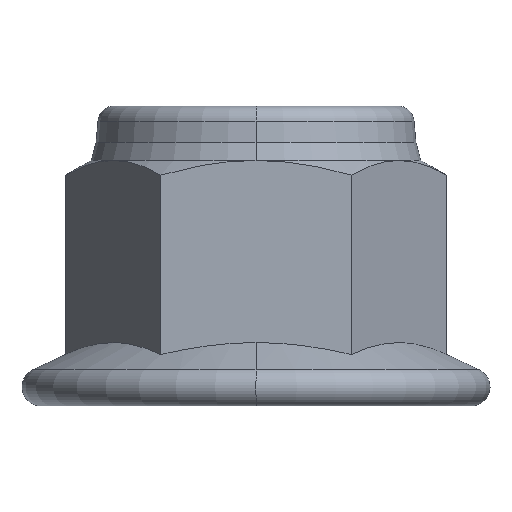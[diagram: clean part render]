
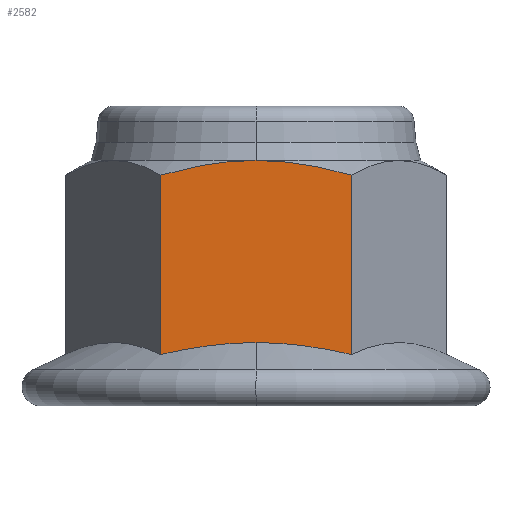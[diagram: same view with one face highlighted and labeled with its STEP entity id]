
A CAD part, left-side view. The second image highlights one B-rep face of the part: STEP entity #2582.
In plain terms, the highlighted planar face has unit normal (-1, 0, 0).
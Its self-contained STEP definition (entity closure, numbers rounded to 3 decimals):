
#23 = EDGE_LOOP ( 'NONE', ( #257, #1823, #2803, #681, #2314, #335 ) ) ;
#42 = B_SPLINE_CURVE_WITH_KNOTS ( 'NONE', 3,
 ( #1445, #1911, #2355, #2170, #1678, #2631 ),
 .UNSPECIFIED., .F., .F.,
 ( 4, 2, 4 ),
 ( 0.008, 0.009, 0.011 ),
 .UNSPECIFIED. ) ;
#54 = CARTESIAN_POINT ( 'NONE',  ( -5., 0., 0.824 ) ) ;
#64 = DIRECTION ( 'NONE',  ( 1., 0., 0. ) ) ;
#213 = DIRECTION ( 'NONE',  ( 0., 0., -1. ) ) ;
#247 = CARTESIAN_POINT ( 'NONE',  ( -5., -2.887, 5.903 ) ) ;
#257 = ORIENTED_EDGE ( 'NONE', *, *, #311, .F. ) ;
#311 = EDGE_CURVE ( 'NONE', #2567, #1045, #2461, .T. ) ;
#318 = CARTESIAN_POINT ( 'NONE',  ( -5., 2.887, 5.903 ) ) ;
#332 = CARTESIAN_POINT ( 'NONE',  ( -5., 2.887, 5.903 ) ) ;
#335 = ORIENTED_EDGE ( 'NONE', *, *, #650, .F. ) ;
#425 = CARTESIAN_POINT ( 'NONE',  ( -5., -1.936, 6.153 ) ) ;
#433 = VERTEX_POINT ( 'NONE', #639 ) ;
#479 = VECTOR ( 'NONE', #213, 1000. ) ;
#549 = EDGE_CURVE ( 'NONE', #601, #1774, #42, .T. ) ;
#550 = CARTESIAN_POINT ( 'NONE',  ( -5., -0.966, 0.791 ) ) ;
#577 = B_SPLINE_CURVE_WITH_KNOTS ( 'NONE', 3,
 ( #2718, #1516, #1748, #550, #2226, #54 ),
 .UNSPECIFIED., .F., .F.,
 ( 4, 2, 4 ),
 ( 0.005, 0.007, 0.008 ),
 .UNSPECIFIED. ) ;
#601 = VERTEX_POINT ( 'NONE', #1648 ) ;
#639 = CARTESIAN_POINT ( 'NONE',  ( -5., -2.887, 0.463 ) ) ;
#650 = EDGE_CURVE ( 'NONE', #1045, #1734, #1942, .T. ) ;
#681 = ORIENTED_EDGE ( 'NONE', *, *, #1628, .F. ) ;
#752 = CARTESIAN_POINT ( 'NONE',  ( -5., 1.947, 6.15 ) ) ;
#799 = DIRECTION ( 'NONE',  ( 0., 1., 0. ) ) ;
#919 = CARTESIAN_POINT ( 'NONE',  ( -5., -0.973, 6.308 ) ) ;
#936 = CARTESIAN_POINT ( 'NONE',  ( -5., -2.417, 6.039 ) ) ;
#996 = CARTESIAN_POINT ( 'NONE',  ( -5., -2.887, 5.903 ) ) ;
#1004 = EDGE_CURVE ( 'NONE', #2567, #1774, #2671, .T. ) ;
#1031 = CARTESIAN_POINT ( 'NONE',  ( -5., 0., 6.35 ) ) ;
#1045 = VERTEX_POINT ( 'NONE', #1813 ) ;
#1287 = CARTESIAN_POINT ( 'NONE',  ( -5., 2.887, 0.463 ) ) ;
#1445 = CARTESIAN_POINT ( 'NONE',  ( -5., 0., 0.824 ) ) ;
#1458 = CARTESIAN_POINT ( 'NONE',  ( -5., -2.887, 6.35 ) ) ;
#1516 = CARTESIAN_POINT ( 'NONE',  ( -5., -2.412, 0.574 ) ) ;
#1522 = PLANE ( 'NONE',  #2874 ) ;
#1628 = EDGE_CURVE ( 'NONE', #433, #601, #577, .T. ) ;
#1648 = CARTESIAN_POINT ( 'NONE',  ( -5., 0., 0.824 ) ) ;
#1675 = CARTESIAN_POINT ( 'NONE',  ( -5., 2.887, 6.35 ) ) ;
#1678 = CARTESIAN_POINT ( 'NONE',  ( -5., 2.415, 0.573 ) ) ;
#1727 = CARTESIAN_POINT ( 'NONE',  ( -5., 0.984, 6.307 ) ) ;
#1734 = VERTEX_POINT ( 'NONE', #247 ) ;
#1748 = CARTESIAN_POINT ( 'NONE',  ( -5., -1.929, 0.666 ) ) ;
#1774 = VERTEX_POINT ( 'NONE', #1287 ) ;
#1813 = CARTESIAN_POINT ( 'NONE',  ( -5., 0., 6.35 ) ) ;
#1823 = ORIENTED_EDGE ( 'NONE', *, *, #1004, .T. ) ;
#1892 = LINE ( 'NONE', #1458, #2027 ) ;
#1911 = CARTESIAN_POINT ( 'NONE',  ( -5., 0.483, 0.824 ) ) ;
#1942 = B_SPLINE_CURVE_WITH_KNOTS ( 'NONE', 3,
 ( #2109, #3070, #919, #425, #936, #996 ),
 .UNSPECIFIED., .F., .F.,
 ( 4, 2, 4 ),
 ( 0.021, 0.023, 0.024 ),
 .UNSPECIFIED. ) ;
#1972 = EDGE_CURVE ( 'NONE', #1734, #433, #1892, .T. ) ;
#2027 = VECTOR ( 'NONE', #3119, 1000. ) ;
#2109 = CARTESIAN_POINT ( 'NONE',  ( -5., 0., 6.35 ) ) ;
#2170 = CARTESIAN_POINT ( 'NONE',  ( -5., 1.935, 0.665 ) ) ;
#2226 = CARTESIAN_POINT ( 'NONE',  ( -5., -0.483, 0.824 ) ) ;
#2314 = ORIENTED_EDGE ( 'NONE', *, *, #1972, .F. ) ;
#2355 = CARTESIAN_POINT ( 'NONE',  ( -5., 0.966, 0.791 ) ) ;
#2461 = B_SPLINE_CURVE_WITH_KNOTS ( 'NONE', 3,
 ( #318, #2946, #752, #1727, #2679, #1031 ),
 .UNSPECIFIED., .F., .F.,
 ( 4, 2, 4 ),
 ( 0.018, 0.02, 0.021 ),
 .UNSPECIFIED. ) ;
#2567 = VERTEX_POINT ( 'NONE', #332 ) ;
#2582 = ADVANCED_FACE ( 'NONE', ( #2976 ), #1522, .F. ) ;
#2631 = CARTESIAN_POINT ( 'NONE',  ( -5., 2.887, 0.463 ) ) ;
#2671 = LINE ( 'NONE', #1675, #479 ) ;
#2679 = CARTESIAN_POINT ( 'NONE',  ( -5., 0.489, 6.35 ) ) ;
#2718 = CARTESIAN_POINT ( 'NONE',  ( -5., -2.887, 0.463 ) ) ;
#2803 = ORIENTED_EDGE ( 'NONE', *, *, #549, .F. ) ;
#2874 = AXIS2_PLACEMENT_3D ( 'NONE', #2945, #64, #799 ) ;
#2945 = CARTESIAN_POINT ( 'NONE',  ( -5., 2.887, 6.35 ) ) ;
#2946 = CARTESIAN_POINT ( 'NONE',  ( -5., 2.42, 6.038 ) ) ;
#2976 = FACE_OUTER_BOUND ( 'NONE', #23, .T. ) ;
#3070 = CARTESIAN_POINT ( 'NONE',  ( -5., -0.488, 6.35 ) ) ;
#3119 = DIRECTION ( 'NONE',  ( 0., 0., -1. ) ) ;
